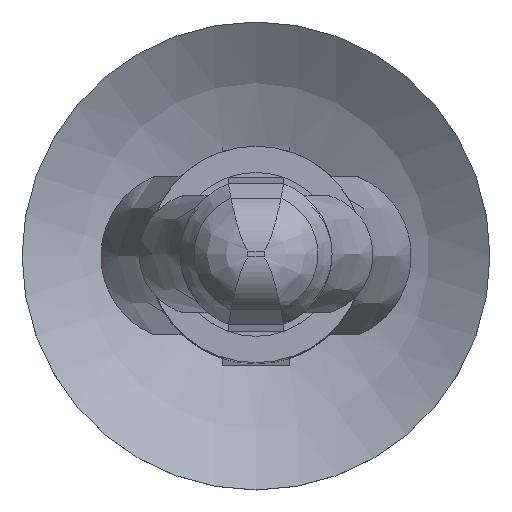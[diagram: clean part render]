
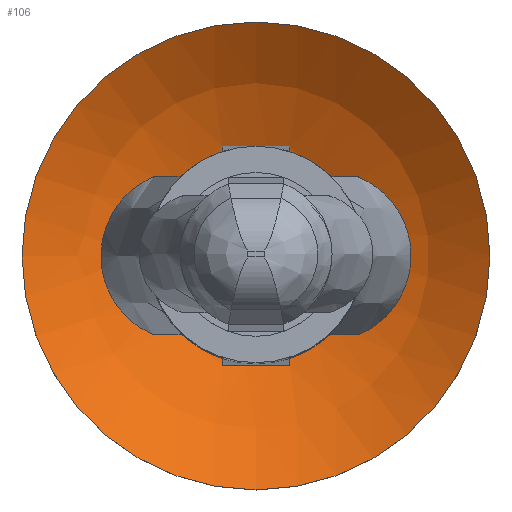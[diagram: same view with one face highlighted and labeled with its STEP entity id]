
A CAD part, top view. The second image highlights one B-rep face of the part: STEP entity #106.
In plain terms, the highlighted spherical face has radius 6.414 mm.
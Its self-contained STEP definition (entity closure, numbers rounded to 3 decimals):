
#106 = ADVANCED_FACE( '', ( #275, #276 ), #277, .F. );
#275 = FACE_OUTER_BOUND( '', #539, .T. );
#276 = FACE_OUTER_BOUND( '', #540, .T. );
#277 = SPHERICAL_SURFACE( '', #541, 6.414 );
#539 = EDGE_LOOP( '', ( #969, #970, #971, #972 ) );
#540 = EDGE_LOOP( '', ( #973 ) );
#541 = AXIS2_PLACEMENT_3D( '', #974, #975, #976 );
#969 = ORIENTED_EDGE( '', *, *, #1549, .T. );
#970 = ORIENTED_EDGE( '', *, *, #1550, .T. );
#971 = ORIENTED_EDGE( '', *, *, #1551, .T. );
#972 = ORIENTED_EDGE( '', *, *, #1552, .T. );
#973 = ORIENTED_EDGE( '', *, *, #1553, .F. );
#974 = CARTESIAN_POINT( '', ( 0., 0., -10.236 ) );
#975 = DIRECTION( '', ( 0., 0., -1. ) );
#976 = DIRECTION( '', ( -1., 0., 0. ) );
#1549 = EDGE_CURVE( '', #1793, #1794, #1795, .F. );
#1550 = EDGE_CURVE( '', #1794, #1796, #1797, .F. );
#1551 = EDGE_CURVE( '', #1796, #1798, #1799, .F. );
#1552 = EDGE_CURVE( '', #1798, #1793, #1800, .F. );
#1553 = EDGE_CURVE( '', #1801, #1801, #1802, .T. );
#1793 = VERTEX_POINT( '', #2153 );
#1794 = VERTEX_POINT( '', #2154 );
#1795 = CIRCLE( '', #2155, 6.388 );
#1796 = VERTEX_POINT( '', #2156 );
#1797 = CIRCLE( '', #2157, 6.134 );
#1798 = VERTEX_POINT( '', #2158 );
#1799 = CIRCLE( '', #2159, 6.388 );
#1800 = CIRCLE( '', #2160, 6.134 );
#1801 = VERTEX_POINT( '', #2161 );
#1802 = CIRCLE( '', #2162, 4. );
#2153 = CARTESIAN_POINT( '', ( 0.575, 1.875, -16.343 ) );
#2154 = CARTESIAN_POINT( '', ( 0.575, -1.875, -16.343 ) );
#2155 = AXIS2_PLACEMENT_3D( '', #2688, #2689, #2690 );
#2156 = CARTESIAN_POINT( '', ( -0.575, -1.875, -16.343 ) );
#2157 = AXIS2_PLACEMENT_3D( '', #2691, #2692, #2693 );
#2158 = CARTESIAN_POINT( '', ( -0.575, 1.875, -16.343 ) );
#2159 = AXIS2_PLACEMENT_3D( '', #2694, #2695, #2696 );
#2160 = AXIS2_PLACEMENT_3D( '', #2697, #2698, #2699 );
#2161 = CARTESIAN_POINT( '', ( -4., 0., -15.25 ) );
#2162 = AXIS2_PLACEMENT_3D( '', #2700, #2701, #2702 );
#2688 = CARTESIAN_POINT( '', ( 0.575, 0., -10.236 ) );
#2689 = DIRECTION( '', ( 1., 0., 0. ) );
#2690 = DIRECTION( '', ( 0., 1., 0. ) );
#2691 = CARTESIAN_POINT( '', ( 0., -1.875, -10.236 ) );
#2692 = DIRECTION( '', ( 0., -1., 0. ) );
#2693 = DIRECTION( '', ( 1., 0., 0. ) );
#2694 = CARTESIAN_POINT( '', ( -0.575, 0., -10.236 ) );
#2695 = DIRECTION( '', ( -1., 0., 0. ) );
#2696 = DIRECTION( '', ( 0., -1., 0. ) );
#2697 = CARTESIAN_POINT( '', ( 0., 1.875, -10.236 ) );
#2698 = DIRECTION( '', ( 0., 1., 0. ) );
#2699 = DIRECTION( '', ( -1., 0., 0. ) );
#2700 = CARTESIAN_POINT( '', ( 0., 0., -15.25 ) );
#2701 = DIRECTION( '', ( 0., 0., -1. ) );
#2702 = DIRECTION( '', ( -1., 0., 0. ) );
